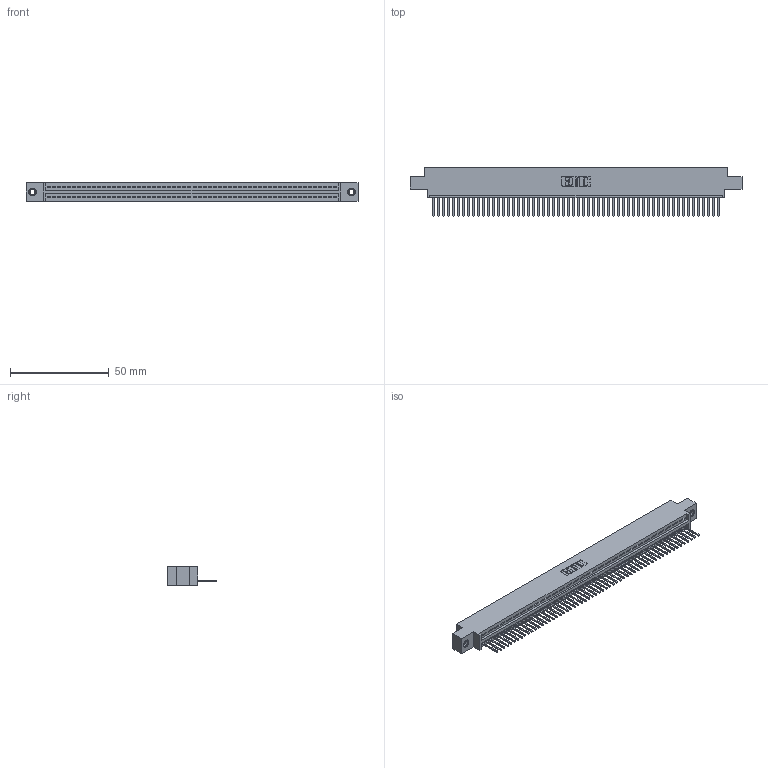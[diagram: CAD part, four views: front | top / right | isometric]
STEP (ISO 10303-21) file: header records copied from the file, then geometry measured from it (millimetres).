
FILE_DESCRIPTION (( 'STEP AP203' ), '1' );
FILE_NAME ('345-058-523-607.STEP', '2019-10-10T16:22:28', ( '' ), ( '' ), 'SwSTEP 2.0', 'SolidWorks 2016', '' );
FILE_SCHEMA (( 'CONFIG_CONTROL_DESIGN' ));
Length unit declared in the file: inch
Products named in the file (4): 345-292-001_345-293-123; 345-058-523-607; 345 Part_0.170 Offset - 0.156 Dia-TI; 345-250-001_345-250-005-103
Assembly tree (61 placements, depth 2):
  345-058-523-607
    345 Part_0.170 Offset - 0.156 Dia-TI
    345-292-001_345-293-123  x58
    345-250-001_345-250-005-103  x2
Bounding box: 168.53 x 24.82 x 9.4 mm (x, y, z)
Volume: 15988.8 mm3; surface area: 21687.4 mm2
Topology: 61 solids, 61 shells, 3554 faces, 10697 edges, 7046 vertices
Faces by surface type: plane 2436, cylinder 1102, cone 12, torus 4
Entity records: 42834 total; most frequent: CARTESIAN_POINT 7401, ORIENTED_EDGE 7386, DIRECTION 6467, EDGE_CURVE 3693, VECTOR 3309, LINE 3309, VERTEX_POINT 2456, AXIS2_PLACEMENT_3D 1579
